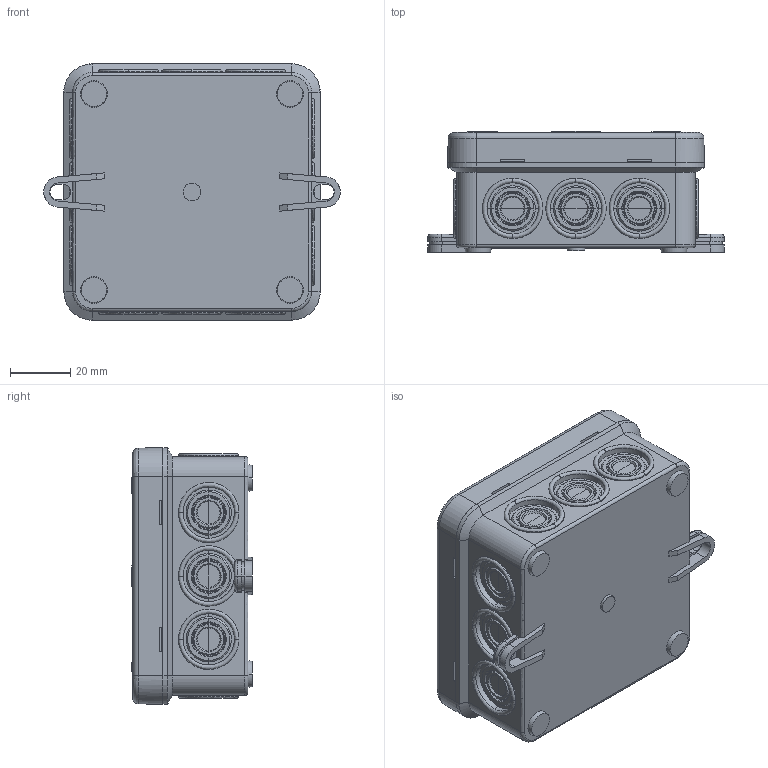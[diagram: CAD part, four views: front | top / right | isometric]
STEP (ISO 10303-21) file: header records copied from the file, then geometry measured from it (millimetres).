
FILE_DESCRIPTION(/* description */ (''),/* implementation_level */ '2;1');
FILE_NAME(/* name */ '2000342',/* time_stamp */ '2016-02-10T10:17:34+01:00',/* author */ (''),/* organization */ (''),/* preprocessor_version */ 'ST-DEVELOPER v15',/* originating_system */ '',/* authorisation */ '');
FILE_SCHEMA (('CONFIG_CONTROL_DESIGN'));
Length unit declared in the file: millimetre
Products named in the file (2): Document; Block 02
Assembly tree (1 placements, depth 2):
  Document
    Block 02
Bounding box: 98.3 x 40.1 x 85 mm (x, y, z)
Volume: 16923.5 mm3; surface area: 57575.3 mm2
Topology: 1 solids, 2 shells, 1206 faces, 3135 edges, 1966 vertices
Faces by surface type: plane 711, bspline 495
Entity records: 41306 total; most frequent: CARTESIAN_POINT 21538, ORIENTED_EDGE 6223, EDGE_CURVE 3112, B_SPLINE_CURVE_WITH_KNOTS 2399, VERTEX_POINT 1966, EDGE_LOOP 1265, ADVANCED_FACE 1204, FACE_OUTER_BOUND 1204
